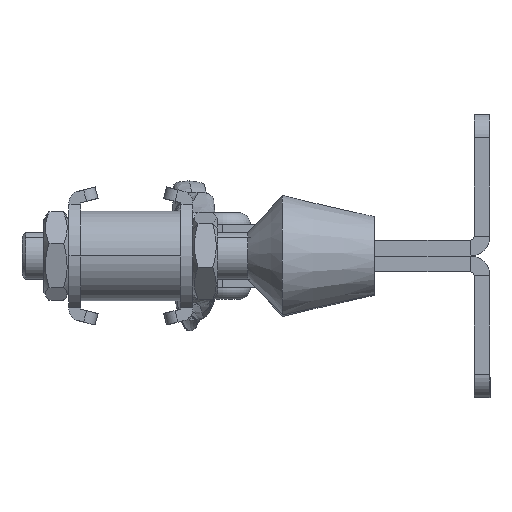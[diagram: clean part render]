
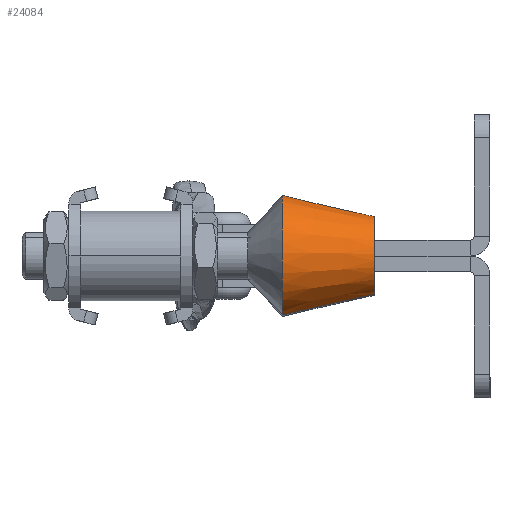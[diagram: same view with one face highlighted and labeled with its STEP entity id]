
A CAD part, left-side view. The second image highlights one B-rep face of the part: STEP entity #24084.
In plain terms, the highlighted conical face has half-angle 13 degrees and reference radius 5 mm.
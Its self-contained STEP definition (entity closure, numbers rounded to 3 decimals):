
#464 = CARTESIAN_POINT ( 'NONE',  ( 0., 11.631, 7.685 ) ) ;
#485 = CARTESIAN_POINT ( 'NONE',  ( 0., 11.631, -7.685 ) ) ;
#497 = CARTESIAN_POINT ( 'NONE',  ( 0., 0., -5. ) ) ;
#527 = CARTESIAN_POINT ( 'NONE',  ( 0., 0., 5. ) ) ;
#3796 = DIRECTION ( 'NONE',  ( 0., 0.974, 0.225 ) ) ;
#3798 = CARTESIAN_POINT ( 'NONE',  ( 0., 0., 5. ) ) ;
#4905 = AXIS2_PLACEMENT_3D ( 'NONE', #16140, #16141, #16148 ) ;
#5338 = AXIS2_PLACEMENT_3D ( 'NONE', #6130, #6129, #6128 ) ;
#5341 = AXIS2_PLACEMENT_3D ( 'NONE', #6100, #6098, #6097 ) ;
#6097 = DIRECTION ( 'NONE',  ( 0., 0., 1. ) ) ;
#6098 = DIRECTION ( 'NONE',  ( 0., 1., 0. ) ) ;
#6100 = CARTESIAN_POINT ( 'NONE',  ( 0., 11.631, 0. ) ) ;
#6128 = DIRECTION ( 'NONE',  ( 0., 0., 1. ) ) ;
#6129 = DIRECTION ( 'NONE',  ( 0., 1., 0. ) ) ;
#6130 = CARTESIAN_POINT ( 'NONE',  ( 0., 0., 0. ) ) ;
#8132 = LINE ( 'NONE', #3798, #8138 ) ;
#8138 = VECTOR ( 'NONE', #3796, 1000. ) ;
#9163 = CONICAL_SURFACE ( 'NONE', #4905, 5., 0.227 ) ;
#9169 = FACE_OUTER_BOUND ( 'NONE', #15896, .T. ) ;
#13708 = VECTOR ( 'NONE', #29820, 1000. ) ;
#13717 = LINE ( 'NONE', #29823, #13708 ) ;
#14244 = CIRCLE ( 'NONE', #5341, 7.685 ) ;
#14264 = CIRCLE ( 'NONE', #5338, 5. ) ;
#15896 = EDGE_LOOP ( 'NONE', ( #30845, #30844, #30843, #30842 ) ) ;
#16140 = CARTESIAN_POINT ( 'NONE',  ( 0., 0., 0. ) ) ;
#16141 = DIRECTION ( 'NONE',  ( 0., 1., 0. ) ) ;
#16148 = DIRECTION ( 'NONE',  ( 0., 0., 1. ) ) ;
#24084 = ADVANCED_FACE ( 'NONE', ( #9169 ), #9163, .T. ) ;
#26684 = EDGE_CURVE ( 'NONE', #30510, #30478, #14264, .T. ) ;
#26692 = EDGE_CURVE ( 'NONE', #30524, #30544, #14244, .T. ) ;
#26802 = EDGE_CURVE ( 'NONE', #30510, #30524, #13717, .T. ) ;
#27224 = EDGE_CURVE ( 'NONE', #30478, #30544, #8132, .T. ) ;
#29820 = DIRECTION ( 'NONE',  ( 0., 0.974, -0.225 ) ) ;
#29823 = CARTESIAN_POINT ( 'NONE',  ( 0., 0., -5. ) ) ;
#30478 = VERTEX_POINT ( 'NONE', #527 ) ;
#30510 = VERTEX_POINT ( 'NONE', #497 ) ;
#30524 = VERTEX_POINT ( 'NONE', #485 ) ;
#30544 = VERTEX_POINT ( 'NONE', #464 ) ;
#30842 = ORIENTED_EDGE ( 'NONE', *, *, #26692, .F. ) ;
#30843 = ORIENTED_EDGE ( 'NONE', *, *, #27224, .T. ) ;
#30844 = ORIENTED_EDGE ( 'NONE', *, *, #26684, .T. ) ;
#30845 = ORIENTED_EDGE ( 'NONE', *, *, #26802, .F. ) ;
